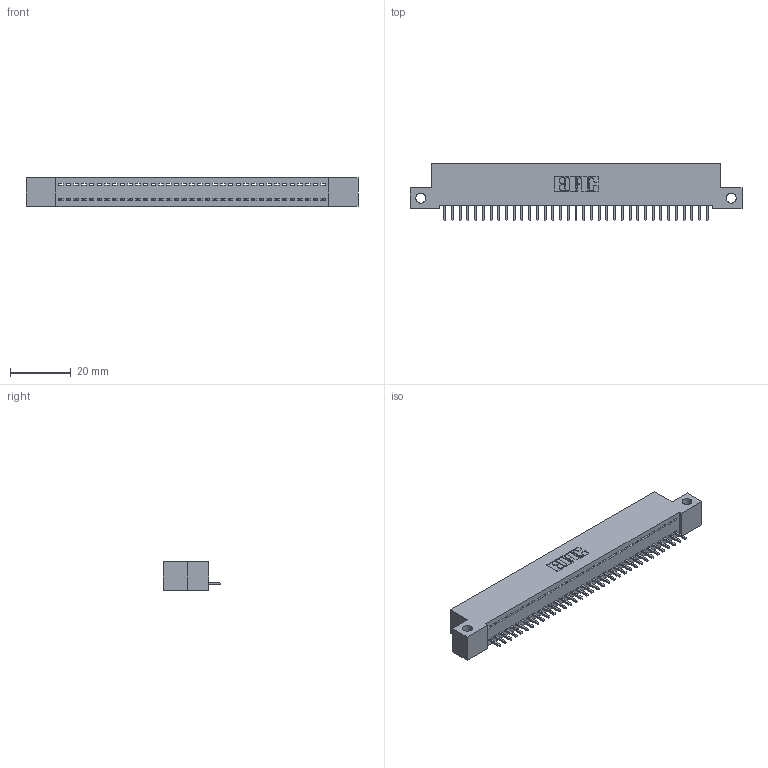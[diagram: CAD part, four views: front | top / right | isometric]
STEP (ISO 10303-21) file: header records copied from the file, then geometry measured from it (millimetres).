
FILE_DESCRIPTION (( 'STEP AP203' ), '1' );
FILE_NAME ('392-035-521-112.STEP', '2018-08-16T02:24:18', ( '' ), ( '' ), 'SwSTEP 2.0', 'SolidWorks 2016', '' );
FILE_SCHEMA (( 'CONFIG_CONTROL_DESIGN' ));
Length unit declared in the file: inch
Products named in the file (3): 342 Part_Side Mount; 345-292-001_345-293-121; 392-035-521-112
Assembly tree (36 placements, depth 2):
  392-035-521-112
    342 Part_Side Mount
    345-292-001_345-293-121  x35
Bounding box: 109.22 x 19.06 x 9.4 mm (x, y, z)
Volume: 9377.1 mm3; surface area: 13093.8 mm2
Topology: 36 solids, 36 shells, 2140 faces, 6459 edges, 4258 vertices
Faces by surface type: plane 1536, cylinder 604
Entity records: 22191 total; most frequent: CARTESIAN_POINT 3835, ORIENTED_EDGE 3806, DIRECTION 3249, EDGE_CURVE 1903, VECTOR 1775, LINE 1775, VERTEX_POINT 1266, AXIS2_PLACEMENT_3D 737
